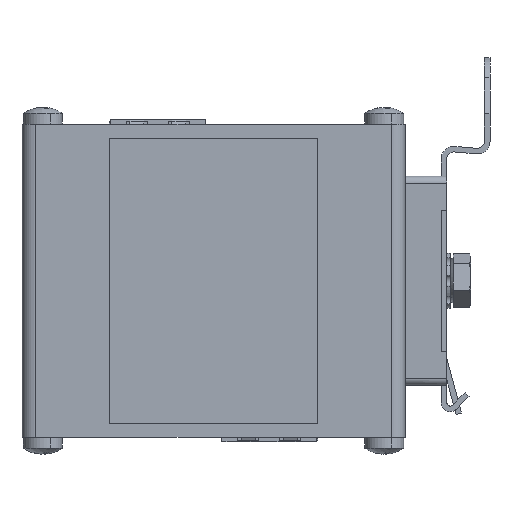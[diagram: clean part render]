
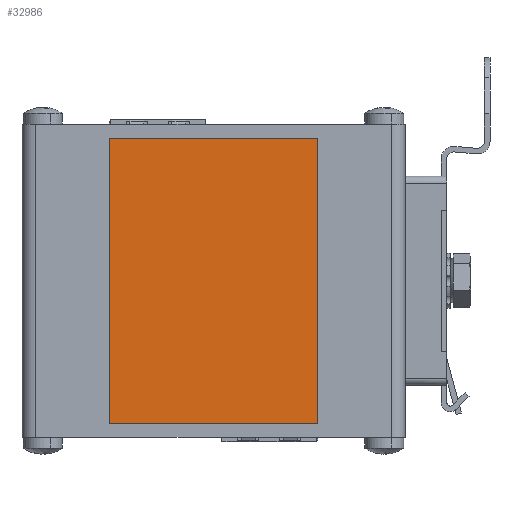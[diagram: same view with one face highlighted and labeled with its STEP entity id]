
A CAD part, front view. The second image highlights one B-rep face of the part: STEP entity #32986.
In plain terms, the highlighted planar face has unit normal (0, -1, 0).
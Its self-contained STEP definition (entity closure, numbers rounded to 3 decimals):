
#1684 = LINE ( 'NONE', #19944, #8522 ) ;
#2566 = CARTESIAN_POINT ( 'NONE',  ( -26.702, -49.298, -85.161 ) ) ;
#2908 = CARTESIAN_POINT ( 'NONE',  ( -26.702, -49.298, 20.5 ) ) ;
#3303 = ORIENTED_EDGE ( 'NONE', *, *, #23459, .F. ) ;
#3549 = CARTESIAN_POINT ( 'NONE',  ( -26.702, -49.298, 20.5 ) ) ;
#4317 = VERTEX_POINT ( 'NONE', #2908 ) ;
#5432 = EDGE_CURVE ( 'NONE', #33944, #33018, #32722, .T. ) ;
#6096 = CARTESIAN_POINT ( 'NONE',  ( -26.702, -49.298, -85.161 ) ) ;
#7425 = CARTESIAN_POINT ( 'NONE',  ( -26.702, -49.298, -20.5 ) ) ;
#8522 = VECTOR ( 'NONE', #31969, 1000. ) ;
#9075 = CARTESIAN_POINT ( 'NONE',  ( -26.702, -49.298, -20.5 ) ) ;
#9210 = FACE_OUTER_BOUND ( 'NONE', #19733, .T. ) ;
#9279 = CARTESIAN_POINT ( 'NONE',  ( 3.298, -49.298, 20.5 ) ) ;
#10994 = VERTEX_POINT ( 'NONE', #9279 ) ;
#17229 = VECTOR ( 'NONE', #26910, 1000. ) ;
#17606 = VECTOR ( 'NONE', #23494, 1000. ) ;
#18101 = DIRECTION ( 'NONE',  ( 0., 0., -1. ) ) ;
#18667 = ORIENTED_EDGE ( 'NONE', *, *, #5432, .F. ) ;
#19078 = CARTESIAN_POINT ( 'NONE',  ( 3.298, -49.298, -20.5 ) ) ;
#19733 = EDGE_LOOP ( 'NONE', ( #18667, #29578, #3303, #25507 ) ) ;
#19944 = CARTESIAN_POINT ( 'NONE',  ( 3.298, -49.298, -85.161 ) ) ;
#21495 = VECTOR ( 'NONE', #30086, 1000. ) ;
#23459 = EDGE_CURVE ( 'NONE', #4317, #10994, #26935, .T. ) ;
#23494 = DIRECTION ( 'NONE',  ( -1., 0., 0. ) ) ;
#23956 = LINE ( 'NONE', #2566, #17229 ) ;
#24197 = DIRECTION ( 'NONE',  ( 0., -1., 0. ) ) ;
#25085 = EDGE_CURVE ( 'NONE', #33018, #4317, #23956, .T. ) ;
#25507 = ORIENTED_EDGE ( 'NONE', *, *, #25085, .F. ) ;
#26910 = DIRECTION ( 'NONE',  ( 0., 0., 1. ) ) ;
#26935 = LINE ( 'NONE', #3549, #21495 ) ;
#27205 = EDGE_CURVE ( 'NONE', #33944, #10994, #1684, .T. ) ;
#29578 = ORIENTED_EDGE ( 'NONE', *, *, #27205, .T. ) ;
#30086 = DIRECTION ( 'NONE',  ( 1., 0., 0. ) ) ;
#30149 = AXIS2_PLACEMENT_3D ( 'NONE', #6096, #24197, #18101 ) ;
#31969 = DIRECTION ( 'NONE',  ( 0., 0., 1. ) ) ;
#32722 = LINE ( 'NONE', #9075, #17606 ) ;
#32986 = ADVANCED_FACE ( 'NONE', ( #9210 ), #33054, .T. ) ;
#33018 = VERTEX_POINT ( 'NONE', #7425 ) ;
#33054 = PLANE ( 'NONE',  #30149 ) ;
#33944 = VERTEX_POINT ( 'NONE', #19078 ) ;
